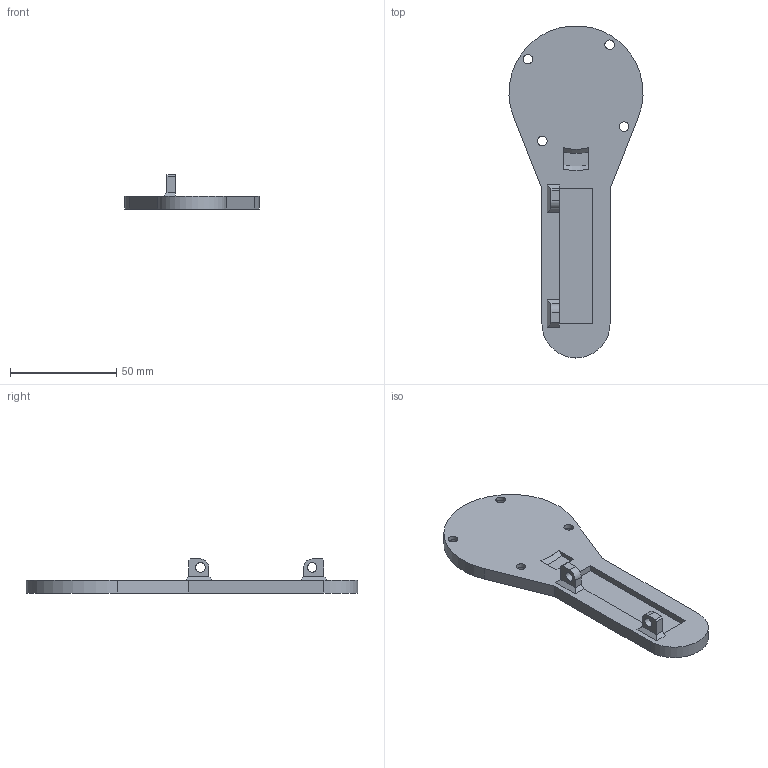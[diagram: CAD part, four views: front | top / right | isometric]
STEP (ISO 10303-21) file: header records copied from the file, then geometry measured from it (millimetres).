
FILE_DESCRIPTION(('FreeCAD Model'),'2;1');
FILE_NAME('Open CASCADE Shape Model','2025-05-06T14:26:06',(''),(''), 'Open CASCADE STEP processor 7.8','FreeCAD','Unknown');
FILE_SCHEMA(('AUTOMOTIVE_DESIGN { 1 0 10303 214 1 1 1 1 }'));
Length unit declared in the file: millimetre
Products named in the file (1): Chamfer002
Bounding box: 62.95 x 155.89 x 16 mm (x, y, z)
Volume: 34089.5 mm3; surface area: 16067.1 mm2
Topology: 1 solids, 1 shells, 52 faces, 128 edges, 84 vertices
Faces by surface type: plane 34, cylinder 16, cone 2
Full cylindrical faces by diameter (mm): 4.5 x6, 7 x4
Entity records: 1584 total; most frequent: DIRECTION 272, CARTESIAN_POINT 265, ORIENTED_EDGE 256, EDGE_CURVE 128, AXIS2_PLACEMENT_3D 91, LINE 90, VECTOR 90, VERTEX_POINT 84
